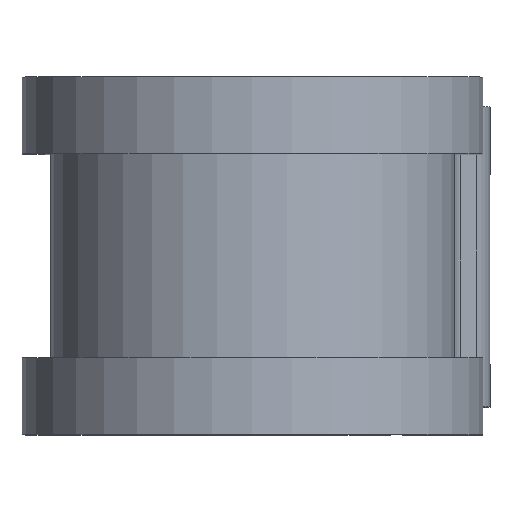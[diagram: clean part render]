
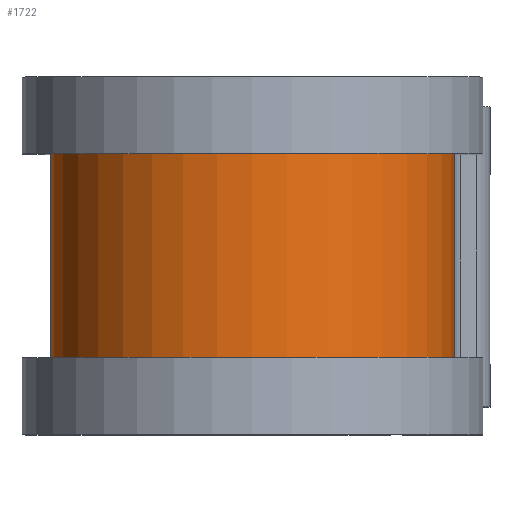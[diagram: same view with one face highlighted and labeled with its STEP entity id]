
A CAD part, top view. The second image highlights one B-rep face of the part: STEP entity #1722.
In plain terms, the highlighted cylindrical face has radius 10.681 mm (diameter 21.361 mm), a partial arc.
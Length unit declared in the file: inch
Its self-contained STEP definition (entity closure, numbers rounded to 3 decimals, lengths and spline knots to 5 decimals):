
#76 = AXIS2_PLACEMENT_3D ( 'NONE', #1654, #419, #1943 ) ;
#78 = AXIS2_PLACEMENT_3D ( 'NONE', #1319, #437, #82 ) ;
#82 = DIRECTION ( 'NONE',  ( 0., 0., -1. ) ) ;
#190 = EDGE_CURVE ( 'NONE', #803, #2102, #1171, .T. ) ;
#253 = DIRECTION ( 'NONE',  ( 0., -1., 0. ) ) ;
#392 = FACE_OUTER_BOUND ( 'NONE', #902, .T. ) ;
#419 = DIRECTION ( 'NONE',  ( 0., -1., 0. ) ) ;
#437 = DIRECTION ( 'NONE',  ( 0., -1., 0. ) ) ;
#449 = CARTESIAN_POINT ( 'NONE',  ( -0.4205, 0.3125, 0.625 ) ) ;
#472 = ORIENTED_EDGE ( 'NONE', *, *, #925, .F. ) ;
#521 = EDGE_CURVE ( 'NONE', #2102, #796, #2039, .T. ) ;
#525 = ORIENTED_EDGE ( 'NONE', *, *, #190, .T. ) ;
#543 = ORIENTED_EDGE ( 'NONE', *, *, #521, .T. ) ;
#545 = ORIENTED_EDGE ( 'NONE', *, *, #1737, .F. ) ;
#612 = CARTESIAN_POINT ( 'NONE',  ( 0.4205, 0.2125, 0.625 ) ) ;
#660 = CARTESIAN_POINT ( 'NONE',  ( 0., -0.2125, 0.625 ) ) ;
#771 = DIRECTION ( 'NONE',  ( 0., -1., 0. ) ) ;
#772 = VERTEX_POINT ( 'NONE', #1308 ) ;
#796 = VERTEX_POINT ( 'NONE', #1915 ) ;
#803 = VERTEX_POINT ( 'NONE', #612 ) ;
#839 = VECTOR ( 'NONE', #253, 39.37008 ) ;
#853 = DIRECTION ( 'NONE',  ( 0., 0., -1. ) ) ;
#902 = EDGE_LOOP ( 'NONE', ( #545, #525, #543, #472 ) ) ;
#925 = EDGE_CURVE ( 'NONE', #772, #796, #1051, .T. ) ;
#1051 = CIRCLE ( 'NONE', #1955, 0.4205 ) ;
#1171 = CIRCLE ( 'NONE', #76, 0.4205 ) ;
#1217 = CARTESIAN_POINT ( 'NONE',  ( -0.4205, 0.2125, 0.625 ) ) ;
#1308 = CARTESIAN_POINT ( 'NONE',  ( 0.4205, -0.2125, 0.625 ) ) ;
#1319 = CARTESIAN_POINT ( 'NONE',  ( 0., 0.3125, 0.625 ) ) ;
#1654 = CARTESIAN_POINT ( 'NONE',  ( 0., 0.2125, 0.625 ) ) ;
#1687 = VECTOR ( 'NONE', #771, 39.37008 ) ;
#1721 = CYLINDRICAL_SURFACE ( 'NONE', #78, 0.4205 ) ;
#1722 = ADVANCED_FACE ( 'NONE', ( #392 ), #1721, .T. ) ;
#1737 = EDGE_CURVE ( 'NONE', #803, #772, #2089, .T. ) ;
#1793 = CARTESIAN_POINT ( 'NONE',  ( 0.4205, 0.3125, 0.625 ) ) ;
#1830 = DIRECTION ( 'NONE',  ( 0., -1., 0. ) ) ;
#1915 = CARTESIAN_POINT ( 'NONE',  ( -0.4205, -0.2125, 0.625 ) ) ;
#1943 = DIRECTION ( 'NONE',  ( 0., 0., -1. ) ) ;
#1955 = AXIS2_PLACEMENT_3D ( 'NONE', #660, #1830, #853 ) ;
#2039 = LINE ( 'NONE', #449, #1687 ) ;
#2089 = LINE ( 'NONE', #1793, #839 ) ;
#2102 = VERTEX_POINT ( 'NONE', #1217 ) ;
